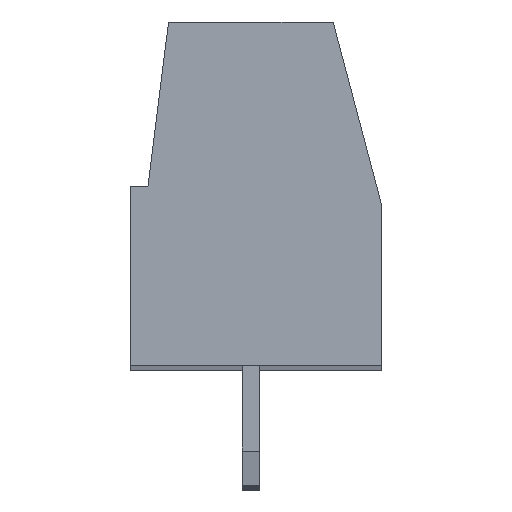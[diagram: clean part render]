
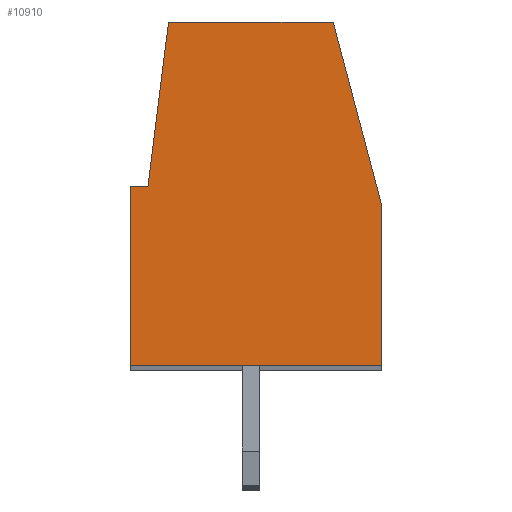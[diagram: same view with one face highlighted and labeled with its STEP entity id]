
A CAD part, top view. The second image highlights one B-rep face of the part: STEP entity #10910.
In plain terms, the highlighted planar face has unit normal (0, 0, 1).
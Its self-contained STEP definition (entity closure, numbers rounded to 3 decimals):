
#13=DIRECTION('',(0.,1.,0.));
#14=VECTOR('',#13,5.2);
#15=CARTESIAN_POINT('',(-3.5,-3.305,79.1));
#16=LINE('',#15,#14);
#17=DIRECTION('',(1.,0.,0.));
#18=VECTOR('',#17,0.5);
#19=CARTESIAN_POINT('',(-3.5,1.895,79.1));
#20=LINE('',#19,#18);
#21=DIRECTION('',(0.124,0.992,0.));
#22=VECTOR('',#21,4.837);
#23=CARTESIAN_POINT('',(-3.,1.895,79.1));
#24=LINE('',#23,#22);
#25=DIRECTION('',(1.,0.,0.));
#26=VECTOR('',#25,4.8);
#27=CARTESIAN_POINT('',(-2.4,6.695,79.1));
#28=LINE('',#27,#26);
#29=DIRECTION('',(0.255,-0.967,0.));
#30=VECTOR('',#29,5.482);
#31=CARTESIAN_POINT('',(2.4,6.695,79.1));
#32=LINE('',#31,#30);
#33=DIRECTION('',(0.,-1.,0.));
#34=VECTOR('',#33,4.7);
#35=CARTESIAN_POINT('',(3.8,1.395,79.1));
#36=LINE('',#35,#34);
#37=DIRECTION('',(-1.,0.,0.));
#38=VECTOR('',#37,7.3);
#39=CARTESIAN_POINT('',(3.8,-3.305,79.1));
#40=LINE('',#39,#38);
#8607=CARTESIAN_POINT('',(-3.5,-3.305,79.1));
#8608=CARTESIAN_POINT('',(-3.5,1.895,79.1));
#8609=VERTEX_POINT('',#8607);
#8610=VERTEX_POINT('',#8608);
#8611=CARTESIAN_POINT('',(3.8,-3.305,79.1));
#8612=VERTEX_POINT('',#8611);
#8613=CARTESIAN_POINT('',(3.8,1.395,79.1));
#8614=VERTEX_POINT('',#8613);
#8615=CARTESIAN_POINT('',(2.4,6.695,79.1));
#8616=VERTEX_POINT('',#8615);
#8617=CARTESIAN_POINT('',(-2.4,6.695,79.1));
#8618=VERTEX_POINT('',#8617);
#8619=CARTESIAN_POINT('',(-3.,1.895,79.1));
#8620=VERTEX_POINT('',#8619);
#10889=CARTESIAN_POINT('',(0.,0.,79.1));
#10890=DIRECTION('',(0.,0.,1.));
#10891=DIRECTION('',(1.,0.,0.));
#10892=AXIS2_PLACEMENT_3D('',#10889,#10890,#10891);
#10893=PLANE('',#10892);
#10895=ORIENTED_EDGE('',*,*,#10894,.T.);
#10897=ORIENTED_EDGE('',*,*,#10896,.T.);
#10899=ORIENTED_EDGE('',*,*,#10898,.T.);
#10901=ORIENTED_EDGE('',*,*,#10900,.T.);
#10903=ORIENTED_EDGE('',*,*,#10902,.T.);
#10905=ORIENTED_EDGE('',*,*,#10904,.T.);
#10907=ORIENTED_EDGE('',*,*,#10906,.T.);
#10908=EDGE_LOOP('',(#10895,#10897,#10899,#10901,#10903,#10905,#10907));
#10909=FACE_OUTER_BOUND('',#10908,.F.);
#10894=EDGE_CURVE('',#8609,#8610,#16,.T.);
#10896=EDGE_CURVE('',#8610,#8620,#20,.T.);
#10898=EDGE_CURVE('',#8620,#8618,#24,.T.);
#10900=EDGE_CURVE('',#8618,#8616,#28,.T.);
#10902=EDGE_CURVE('',#8616,#8614,#32,.T.);
#10904=EDGE_CURVE('',#8614,#8612,#36,.T.);
#10906=EDGE_CURVE('',#8612,#8609,#40,.T.);
#10910=ADVANCED_FACE('',(#10909),#10893,.T.);
